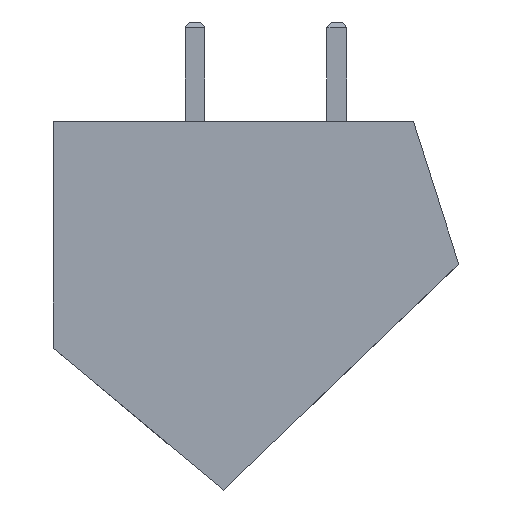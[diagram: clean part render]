
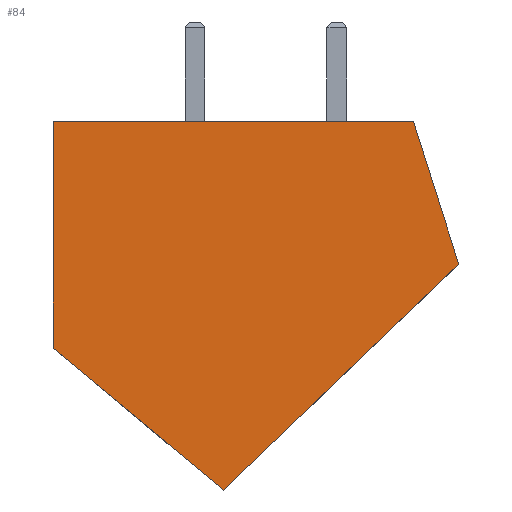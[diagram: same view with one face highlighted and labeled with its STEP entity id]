
A CAD part, left-side view. The second image highlights one B-rep face of the part: STEP entity #84.
In plain terms, the highlighted planar face has unit normal (-1, 0, 0).
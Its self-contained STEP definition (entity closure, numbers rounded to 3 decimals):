
#17 = DIRECTION ( 'NONE',  ( 0., 0.692, 0.722 ) ) ;
#73 = CARTESIAN_POINT ( 'NONE',  ( -2.5, 0., 6.35 ) ) ;
#84 = ADVANCED_FACE ( 'NONE', ( #1150 ), #197, .T. ) ;
#115 = ORIENTED_EDGE ( 'NONE', *, *, #1559, .F. ) ;
#161 = DIRECTION ( 'NONE',  ( 0., -1., 0. ) ) ;
#188 = DIRECTION ( 'NONE',  ( 0., 0., 1. ) ) ;
#197 = PLANE ( 'NONE',  #200 ) ;
#200 = AXIS2_PLACEMENT_3D ( 'NONE', #1684, #335, #188 ) ;
#213 = DIRECTION ( 'NONE',  ( 0., 0., -1. ) ) ;
#220 = DIRECTION ( 'NONE',  ( 0., -0.64, 0.768 ) ) ;
#259 = CARTESIAN_POINT ( 'NONE',  ( -2.5, 5.04, -7.95 ) ) ;
#279 = CARTESIAN_POINT ( 'NONE',  ( -2.5, 0., 6.35 ) ) ;
#288 = VERTEX_POINT ( 'NONE', #279 ) ;
#335 = DIRECTION ( 'NONE',  ( -1., 0., 0. ) ) ;
#349 = VERTEX_POINT ( 'NONE', #259 ) ;
#369 = ORIENTED_EDGE ( 'NONE', *, *, #1083, .F. ) ;
#391 = VECTOR ( 'NONE', #213, 1000. ) ;
#462 = ORIENTED_EDGE ( 'NONE', *, *, #1153, .F. ) ;
#562 = VERTEX_POINT ( 'NONE', #1182 ) ;
#586 = ORIENTED_EDGE ( 'NONE', *, *, #760, .F. ) ;
#617 = LINE ( 'NONE', #1028, #763 ) ;
#759 = ORIENTED_EDGE ( 'NONE', *, *, #1364, .F. ) ;
#760 = EDGE_CURVE ( 'NONE', #1132, #288, #1170, .T. ) ;
#763 = VECTOR ( 'NONE', #1549, 1000. ) ;
#769 = LINE ( 'NONE', #1432, #1417 ) ;
#863 = LINE ( 'NONE', #73, #391 ) ;
#940 = EDGE_LOOP ( 'NONE', ( #586, #115, #462, #369, #759 ) ) ;
#955 = VECTOR ( 'NONE', #161, 1000. ) ;
#1011 = CARTESIAN_POINT ( 'NONE',  ( -2.5, 0., -6.35 ) ) ;
#1028 = CARTESIAN_POINT ( 'NONE',  ( -2.5, 5.04, -7.95 ) ) ;
#1083 = EDGE_CURVE ( 'NONE', #1403, #349, #617, .T. ) ;
#1114 = CARTESIAN_POINT ( 'NONE',  ( -2.5, 0., 6.35 ) ) ;
#1132 = VERTEX_POINT ( 'NONE', #1588 ) ;
#1150 = FACE_OUTER_BOUND ( 'NONE', #940, .T. ) ;
#1153 = EDGE_CURVE ( 'NONE', #349, #562, #1336, .T. ) ;
#1170 = LINE ( 'NONE', #1114, #955 ) ;
#1182 = CARTESIAN_POINT ( 'NONE',  ( -2.5, 13., 0.35 ) ) ;
#1227 = VECTOR ( 'NONE', #17, 1000. ) ;
#1336 = LINE ( 'NONE', #1606, #1227 ) ;
#1364 = EDGE_CURVE ( 'NONE', #288, #1403, #863, .T. ) ;
#1403 = VERTEX_POINT ( 'NONE', #1011 ) ;
#1417 = VECTOR ( 'NONE', #220, 1000. ) ;
#1432 = CARTESIAN_POINT ( 'NONE',  ( -2.5, 8., 6.35 ) ) ;
#1549 = DIRECTION ( 'NONE',  ( 0., 0.953, -0.303 ) ) ;
#1559 = EDGE_CURVE ( 'NONE', #562, #1132, #769, .T. ) ;
#1588 = CARTESIAN_POINT ( 'NONE',  ( -2.5, 8., 6.35 ) ) ;
#1606 = CARTESIAN_POINT ( 'NONE',  ( -2.5, 13., 0.35 ) ) ;
#1684 = CARTESIAN_POINT ( 'NONE',  ( -2.5, 0., 0. ) ) ;
